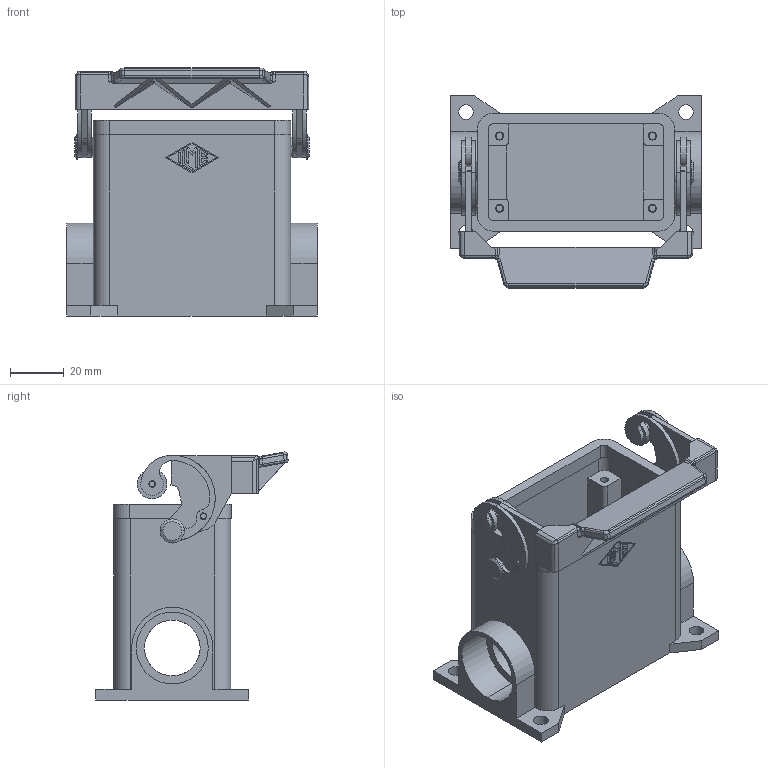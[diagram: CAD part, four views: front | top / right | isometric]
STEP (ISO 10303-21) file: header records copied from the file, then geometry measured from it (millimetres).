
FILE_DESCRIPTION((''),'2;1');
FILE_NAME('CMAP 03 L2.stp','2007-01-10T18:04:13',('gembarski'),(''),'Autodesk Inventor 7','Autodesk Inventor 7','');
FILE_SCHEMA(('AUTOMOTIVE_DESIGN { 1 0 10303 214 1 1 1 1 }'));
Length unit declared in the file: millimetre
Products named in the file (1): CMAP 03 L2
Bounding box: 93.5 x 71.7 x 92.42 mm (x, y, z)
Volume: 103573.6 mm3; surface area: 53556.4 mm2
Topology: 4 solids, 4 shells, 432 faces, 1147 edges, 746 vertices
Faces by surface type: plane 164, bspline 127, cylinder 123, torus 10, cone 4, sphere 4
Entity records: 16241 total; most frequent: CARTESIAN_POINT 5480, ORIENTED_EDGE 2280, DIRECTION 2226, EDGE_CURVE 1140, AXIS2_PLACEMENT_3D 800, VERTEX_POINT 746, VECTOR 626, LINE 626
